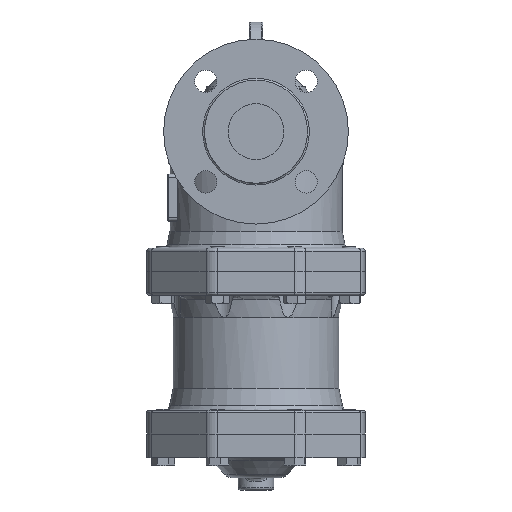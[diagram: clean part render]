
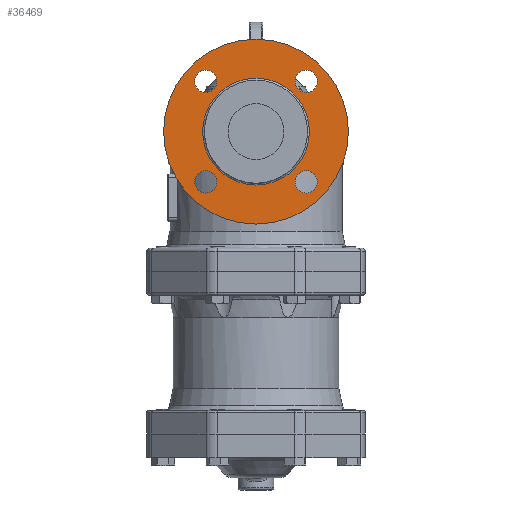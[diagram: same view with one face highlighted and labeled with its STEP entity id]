
A CAD part, left-side view. The second image highlights one B-rep face of the part: STEP entity #36469.
In plain terms, the highlighted free-form (B-spline) face has degree [1, 1] with [2, 2] control points.
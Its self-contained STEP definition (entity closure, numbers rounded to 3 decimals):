
#36371=CARTESIAN_POINT('',(-126.4,0.0,172.65));
#36372=VERTEX_POINT('',#36371);
#36373=CARTESIAN_POINT('',(-126.4,0.0,125.));
#36374=DIRECTION('',(-1.0,0.0,0.0));
#36375=DIRECTION('',(0.0,0.0,-1.0));
#36376=AXIS2_PLACEMENT_3D('',#36373,#36374,#36375);
#36377=CIRCLE('',#36376,47.65);
#36378=EDGE_CURVE('',#36372,#36372,#36377,.T.);
#36406=CARTESIAN_POINT('',(-126.4,82.5,207.5));
#36407=CARTESIAN_POINT('',(-126.4,82.5,42.5));
#36408=CARTESIAN_POINT('',(-126.4,-82.5,207.5));
#36409=CARTESIAN_POINT('',(-126.4,-82.5,42.5));
#36410=B_SPLINE_SURFACE_WITH_KNOTS('',1,1,((#36406,#36408),(#36407,#36409)),.UNSPECIFIED.,.F.,.F.,.U.,(2,2),(2,2),(0.0,165.0),(0.0,165.0),.UNSPECIFIED.);
#36411=CARTESIAN_POINT('',(-126.4,0.0,207.5));
#36412=VERTEX_POINT('',#36411);
#36413=CARTESIAN_POINT('',(-126.4,0.0,125.));
#36414=DIRECTION('',(-1.0,0.0,0.0));
#36415=DIRECTION('',(0.0,0.0,1.0));
#36416=AXIS2_PLACEMENT_3D('',#36413,#36414,#36415);
#36417=CIRCLE('',#36416,82.5);
#36418=EDGE_CURVE('',#36412,#36412,#36417,.T.);
#36419=ORIENTED_EDGE('',*,*,#36418,.T.);
#36420=EDGE_LOOP('',(#36419));
#36421=FACE_OUTER_BOUND('',#36420,.T.);
#36422=CARTESIAN_POINT('',(-126.4,-34.901,169.901));
#36423=VERTEX_POINT('',#36422);
#36424=CARTESIAN_POINT('',(-126.4,-44.901,169.901));
#36425=DIRECTION('',(1.0,0.0,0.0));
#36426=DIRECTION('',(0.0,1.0,0.0));
#36427=AXIS2_PLACEMENT_3D('',#36424,#36425,#36426);
#36428=CIRCLE('',#36427,10.0);
#36429=EDGE_CURVE('',#36423,#36423,#36428,.T.);
#36430=ORIENTED_EDGE('',*,*,#36429,.T.);
#36431=EDGE_LOOP('',(#36430));
#36432=FACE_BOUND('',#36431,.T.);
#36433=CARTESIAN_POINT('',(-126.4,-44.901,90.099));
#36434=VERTEX_POINT('',#36433);
#36435=CARTESIAN_POINT('',(-126.4,-44.901,80.099));
#36436=DIRECTION('',(1.0,0.0,0.0));
#36437=DIRECTION('',(0.0,0.0,1.0));
#36438=AXIS2_PLACEMENT_3D('',#36435,#36436,#36437);
#36439=CIRCLE('',#36438,10.0);
#36440=EDGE_CURVE('',#36434,#36434,#36439,.T.);
#36441=ORIENTED_EDGE('',*,*,#36440,.T.);
#36442=EDGE_LOOP('',(#36441));
#36443=FACE_BOUND('',#36442,.T.);
#36444=CARTESIAN_POINT('',(-126.4,34.901,80.099));
#36445=VERTEX_POINT('',#36444);
#36446=CARTESIAN_POINT('',(-126.4,44.901,80.099));
#36447=DIRECTION('',(1.0,0.0,0.0));
#36448=DIRECTION('',(0.0,-1.0,0.0));
#36449=AXIS2_PLACEMENT_3D('',#36446,#36447,#36448);
#36450=CIRCLE('',#36449,10.0);
#36451=EDGE_CURVE('',#36445,#36445,#36450,.T.);
#36452=ORIENTED_EDGE('',*,*,#36451,.T.);
#36453=EDGE_LOOP('',(#36452));
#36454=FACE_BOUND('',#36453,.T.);
#36455=CARTESIAN_POINT('',(-126.4,44.901,159.901));
#36456=VERTEX_POINT('',#36455);
#36457=CARTESIAN_POINT('',(-126.4,44.901,169.901));
#36458=DIRECTION('',(1.0,0.0,0.0));
#36459=DIRECTION('',(0.0,0.0,-1.0));
#36460=AXIS2_PLACEMENT_3D('',#36457,#36458,#36459);
#36461=CIRCLE('',#36460,10.0);
#36462=EDGE_CURVE('',#36456,#36456,#36461,.T.);
#36463=ORIENTED_EDGE('',*,*,#36462,.T.);
#36464=EDGE_LOOP('',(#36463));
#36465=FACE_BOUND('',#36464,.T.);
#36466=ORIENTED_EDGE('',*,*,#36378,.F.);
#36467=EDGE_LOOP('',(#36466));
#36468=FACE_BOUND('',#36467,.T.);
#36469=ADVANCED_FACE('',(#36421,#36432,#36443,#36454,#36465,#36468),#36410,.T.);
